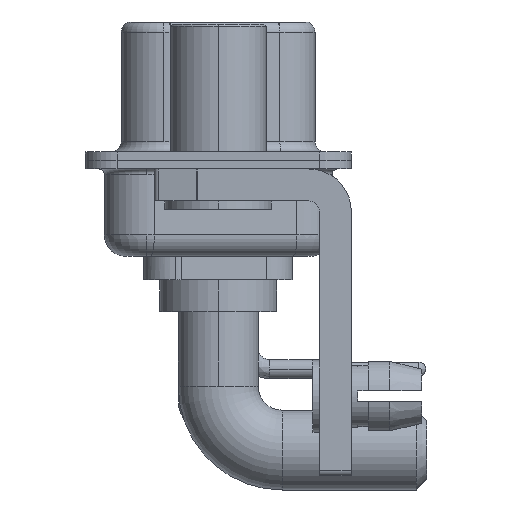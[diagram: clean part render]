
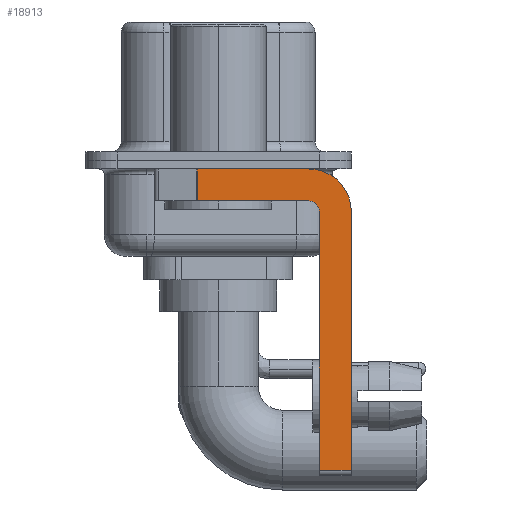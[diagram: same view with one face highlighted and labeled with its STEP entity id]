
A CAD part, left-side view. The second image highlights one B-rep face of the part: STEP entity #18913.
In plain terms, the highlighted planar face has unit normal (-1, 0, 0).
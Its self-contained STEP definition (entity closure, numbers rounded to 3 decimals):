
#65 = DIRECTION ( 'NONE',  ( 0., 0., -1. ) ) ;
#1944 = ORIENTED_EDGE ( 'NONE', *, *, #7086, .T. ) ;
#2417 = CARTESIAN_POINT ( 'NONE',  ( -2.9, -4.75, -2.4 ) ) ;
#2657 = CARTESIAN_POINT ( 'NONE',  ( -2.9, -6.25, -2.4 ) ) ;
#3351 = DIRECTION ( 'NONE',  ( 0., -1., 0. ) ) ;
#4098 = CARTESIAN_POINT ( 'NONE',  ( -2.9, 0.978, -0.4 ) ) ;
#4485 = DIRECTION ( 'NONE',  ( 0., 0., 1. ) ) ;
#4516 = CIRCLE ( 'NONE', #24970, 2. ) ;
#4654 = LINE ( 'NONE', #14204, #14909 ) ;
#4749 = CARTESIAN_POINT ( 'NONE',  ( -2.9, -4.25, -1.9 ) ) ;
#5242 = VERTEX_POINT ( 'NONE', #20702 ) ;
#5265 = CARTESIAN_POINT ( 'NONE',  ( -2.9, -4.25, -2.4 ) ) ;
#5365 = EDGE_CURVE ( 'NONE', #23030, #5242, #12411, .T. ) ;
#5497 = VERTEX_POINT ( 'NONE', #5819 ) ;
#5512 = EDGE_LOOP ( 'NONE', ( #13425, #17191, #24032, #19349, #13544, #1944, #12216, #10318 ) ) ;
#5644 = DIRECTION ( 'NONE',  ( 1., 0., 0. ) ) ;
#5819 = CARTESIAN_POINT ( 'NONE',  ( -2.9, -6.25, -14.55 ) ) ;
#5865 = VECTOR ( 'NONE', #4485, 1000. ) ;
#6140 = AXIS2_PLACEMENT_3D ( 'NONE', #30790, #22330, #19693 ) ;
#7086 = EDGE_CURVE ( 'NONE', #11875, #5497, #15114, .T. ) ;
#7948 = EDGE_CURVE ( 'NONE', #20497, #19465, #4516, .T. ) ;
#8217 = CARTESIAN_POINT ( 'NONE',  ( -2.9, -4.25, -14.55 ) ) ;
#9165 = VERTEX_POINT ( 'NONE', #4098 ) ;
#9507 = EDGE_CURVE ( 'NONE', #11875, #13207, #20603, .T. ) ;
#9659 = EDGE_CURVE ( 'NONE', #19465, #5497, #4654, .T. ) ;
#9661 = CIRCLE ( 'NONE', #27597, 0.5 ) ;
#10318 = ORIENTED_EDGE ( 'NONE', *, *, #7948, .F. ) ;
#11875 = VERTEX_POINT ( 'NONE', #25858 ) ;
#12216 = ORIENTED_EDGE ( 'NONE', *, *, #9659, .F. ) ;
#12274 = LINE ( 'NONE', #29155, #13610 ) ;
#12411 = LINE ( 'NONE', #4749, #20910 ) ;
#13207 = VERTEX_POINT ( 'NONE', #2417 ) ;
#13425 = ORIENTED_EDGE ( 'NONE', *, *, #20471, .F. ) ;
#13544 = ORIENTED_EDGE ( 'NONE', *, *, #9507, .F. ) ;
#13610 = VECTOR ( 'NONE', #65, 1000. ) ;
#14204 = CARTESIAN_POINT ( 'NONE',  ( -2.9, -6.25, -2.4 ) ) ;
#14909 = VECTOR ( 'NONE', #26374, 1000. ) ;
#15114 = LINE ( 'NONE', #8217, #23434 ) ;
#16074 = CARTESIAN_POINT ( 'NONE',  ( -2.9, -4.25, -1.9 ) ) ;
#16678 = CARTESIAN_POINT ( 'NONE',  ( -2.9, -4.75, -14.8 ) ) ;
#17028 = FACE_OUTER_BOUND ( 'NONE', #5512, .T. ) ;
#17191 = ORIENTED_EDGE ( 'NONE', *, *, #17947, .T. ) ;
#17362 = DIRECTION ( 'NONE',  ( 0., 0., -1. ) ) ;
#17947 = EDGE_CURVE ( 'NONE', #9165, #5242, #12274, .T. ) ;
#18913 = ADVANCED_FACE ( 'NONE', ( #17028 ), #26569, .F. ) ;
#19349 = ORIENTED_EDGE ( 'NONE', *, *, #26994, .F. ) ;
#19465 = VERTEX_POINT ( 'NONE', #2657 ) ;
#19693 = DIRECTION ( 'NONE',  ( 0., 0., -1. ) ) ;
#20339 = CARTESIAN_POINT ( 'NONE',  ( -2.9, 3., -0.4 ) ) ;
#20471 = EDGE_CURVE ( 'NONE', #9165, #20497, #22687, .T. ) ;
#20497 = VERTEX_POINT ( 'NONE', #22987 ) ;
#20603 = LINE ( 'NONE', #16678, #5865 ) ;
#20702 = CARTESIAN_POINT ( 'NONE',  ( -2.9, 0.978, -1.9 ) ) ;
#20910 = VECTOR ( 'NONE', #26633, 1000. ) ;
#22330 = DIRECTION ( 'NONE',  ( 1., 0., 0. ) ) ;
#22687 = LINE ( 'NONE', #20339, #27681 ) ;
#22987 = CARTESIAN_POINT ( 'NONE',  ( -2.9, -4.25, -0.4 ) ) ;
#23030 = VERTEX_POINT ( 'NONE', #16074 ) ;
#23427 = DIRECTION ( 'NONE',  ( -1., 0., 0. ) ) ;
#23434 = VECTOR ( 'NONE', #3351, 1000. ) ;
#24032 = ORIENTED_EDGE ( 'NONE', *, *, #5365, .F. ) ;
#24970 = AXIS2_PLACEMENT_3D ( 'NONE', #27068, #5644, #17362 ) ;
#25858 = CARTESIAN_POINT ( 'NONE',  ( -2.9, -4.75, -14.55 ) ) ;
#26374 = DIRECTION ( 'NONE',  ( 0., 0., -1. ) ) ;
#26569 = PLANE ( 'NONE',  #6140 ) ;
#26633 = DIRECTION ( 'NONE',  ( 0., 1., 0. ) ) ;
#26994 = EDGE_CURVE ( 'NONE', #13207, #23030, #9661, .T. ) ;
#27068 = CARTESIAN_POINT ( 'NONE',  ( -2.9, -4.25, -2.4 ) ) ;
#27597 = AXIS2_PLACEMENT_3D ( 'NONE', #5265, #23427, #28127 ) ;
#27681 = VECTOR ( 'NONE', #29870, 1000. ) ;
#28127 = DIRECTION ( 'NONE',  ( 0., 0., 1. ) ) ;
#29155 = CARTESIAN_POINT ( 'NONE',  ( -2.9, 0.978, -1.9 ) ) ;
#29870 = DIRECTION ( 'NONE',  ( 0., -1., 0. ) ) ;
#30790 = CARTESIAN_POINT ( 'NONE',  ( -2.9, -4.25, -2.4 ) ) ;
